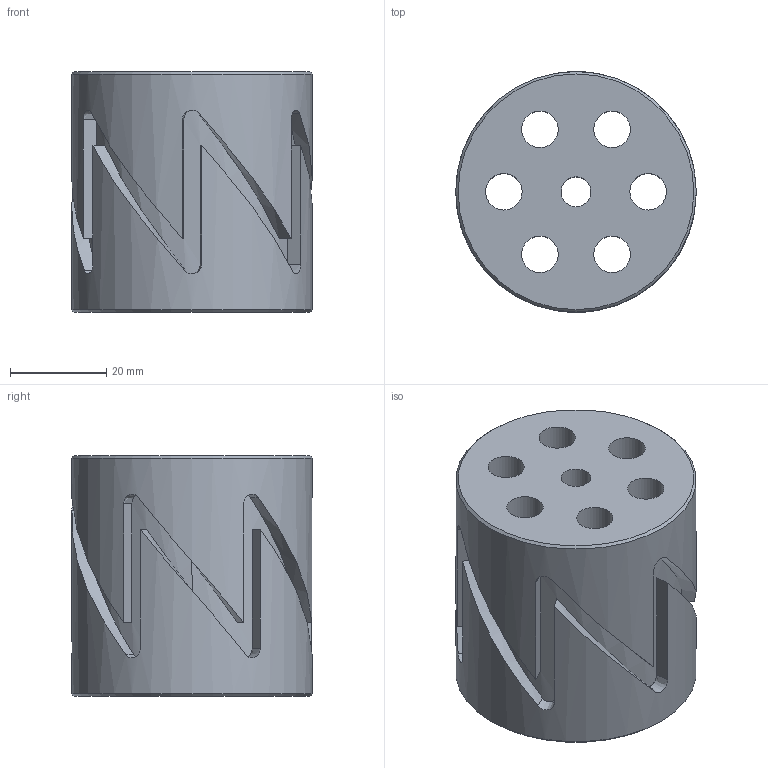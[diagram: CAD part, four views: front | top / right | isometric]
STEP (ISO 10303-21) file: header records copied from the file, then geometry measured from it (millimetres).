
FILE_DESCRIPTION(/* description */ (''),/* implementation_level */ '2;1');
FILE_NAME(/* name */ 'pice rainure version 2 v17.step',/* time_stamp */ '2024-04-27T16:13:54+02:00',/* author */ (''),/* organization */ (''),/* preprocessor_version */ 'ST-DEVELOPER v20',/* originating_system */ 'Autodesk Translation Framework v12.20.1.177',/* authorisation */ '');
FILE_SCHEMA (('AUTOMOTIVE_DESIGN { 1 0 10303 214 3 1 1 }'));
Length unit declared in the file: millimetre
Products named in the file (1): pièce rainurée version 2
Bounding box: 50 x 50 x 50 mm (x, y, z)
Volume: 75653.4 mm3; surface area: 21834.9 mm2
Topology: 1 solids, 1 shells, 68 faces, 169 edges, 110 vertices
Faces by surface type: bspline 24, plane 19, cylinder 17, cone 8
Full cylindrical faces by diameter (mm): 6.2 x1, 7.6 x6, 9.55 x6, 11 x1, 50 x1
Entity records: 2708 total; most frequent: CARTESIAN_POINT 1164, ORIENTED_EDGE 338, DIRECTION 245, EDGE_CURVE 169, VERTEX_POINT 110, EDGE_LOOP 89, AXIS2_PLACEMENT_3D 83, LINE 79
